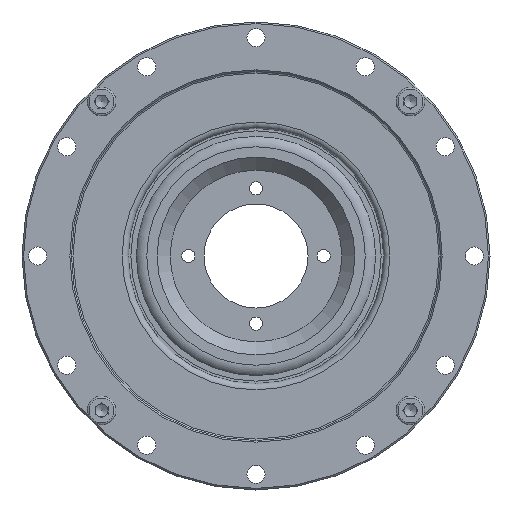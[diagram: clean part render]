
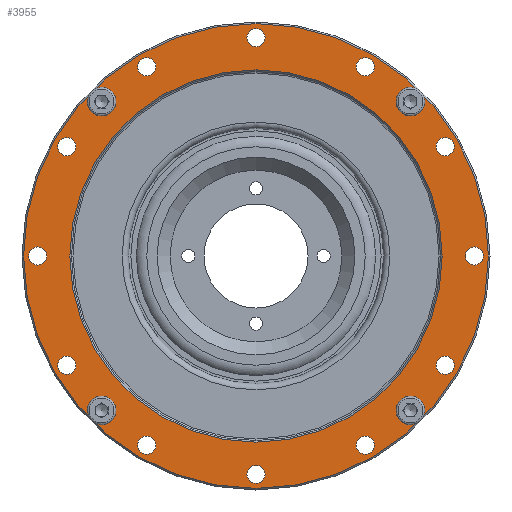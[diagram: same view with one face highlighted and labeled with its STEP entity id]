
A CAD part, left-side view. The second image highlights one B-rep face of the part: STEP entity #3955.
In plain terms, the highlighted planar face has unit normal (-1, 0, 0).
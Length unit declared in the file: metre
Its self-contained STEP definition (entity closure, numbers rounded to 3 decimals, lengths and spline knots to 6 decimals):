
#628=CIRCLE('',#4724,0.0447);
#629=CIRCLE('',#4725,0.0358);
#630=CIRCLE('',#4726,0.00175);
#631=CIRCLE('',#4727,0.00175);
#632=CIRCLE('',#4728,0.00175);
#633=CIRCLE('',#4729,0.00175);
#634=CIRCLE('',#4730,0.00175);
#635=CIRCLE('',#4731,0.00175);
#636=CIRCLE('',#4732,0.00175);
#637=CIRCLE('',#4733,0.00175);
#638=CIRCLE('',#4734,0.00175);
#639=CIRCLE('',#4735,0.00175);
#640=CIRCLE('',#4736,0.00175);
#641=CIRCLE('',#4737,0.00175);
#642=CIRCLE('',#4738,0.00175);
#643=CIRCLE('',#4739,0.00175);
#644=CIRCLE('',#4740,0.00175);
#645=CIRCLE('',#4741,0.00175);
#1367=ORIENTED_EDGE('',*,*,#1830,.T.);
#1368=ORIENTED_EDGE('',*,*,#1831,.F.);
#1369=ORIENTED_EDGE('',*,*,#1832,.T.);
#1370=ORIENTED_EDGE('',*,*,#1833,.T.);
#1371=ORIENTED_EDGE('',*,*,#1834,.T.);
#1372=ORIENTED_EDGE('',*,*,#1835,.T.);
#1373=ORIENTED_EDGE('',*,*,#1836,.T.);
#1374=ORIENTED_EDGE('',*,*,#1837,.T.);
#1375=ORIENTED_EDGE('',*,*,#1838,.T.);
#1376=ORIENTED_EDGE('',*,*,#1839,.T.);
#1377=ORIENTED_EDGE('',*,*,#1840,.T.);
#1378=ORIENTED_EDGE('',*,*,#1841,.T.);
#1379=ORIENTED_EDGE('',*,*,#1842,.T.);
#1380=ORIENTED_EDGE('',*,*,#1843,.T.);
#1381=ORIENTED_EDGE('',*,*,#1844,.T.);
#1382=ORIENTED_EDGE('',*,*,#1845,.T.);
#1383=ORIENTED_EDGE('',*,*,#1846,.T.);
#1384=ORIENTED_EDGE('',*,*,#1847,.T.);
#1830=EDGE_CURVE('',#2209,#2209,#628,.T.);
#1831=EDGE_CURVE('',#2210,#2210,#629,.T.);
#1832=EDGE_CURVE('',#2211,#2211,#630,.T.);
#1833=EDGE_CURVE('',#2212,#2212,#631,.T.);
#1834=EDGE_CURVE('',#2213,#2213,#632,.T.);
#1835=EDGE_CURVE('',#2214,#2214,#633,.T.);
#1836=EDGE_CURVE('',#2215,#2215,#634,.T.);
#1837=EDGE_CURVE('',#2216,#2216,#635,.T.);
#1838=EDGE_CURVE('',#2217,#2217,#636,.T.);
#1839=EDGE_CURVE('',#2218,#2218,#637,.T.);
#1840=EDGE_CURVE('',#2219,#2219,#638,.T.);
#1841=EDGE_CURVE('',#2220,#2220,#639,.T.);
#1842=EDGE_CURVE('',#2221,#2221,#640,.T.);
#1843=EDGE_CURVE('',#2222,#2222,#641,.T.);
#1844=EDGE_CURVE('',#2223,#2223,#642,.T.);
#1845=EDGE_CURVE('',#2224,#2224,#643,.T.);
#1846=EDGE_CURVE('',#2225,#2225,#644,.T.);
#1847=EDGE_CURVE('',#2226,#2226,#645,.T.);
#2209=VERTEX_POINT('',#8472);
#2210=VERTEX_POINT('',#8474);
#2211=VERTEX_POINT('',#8476);
#2212=VERTEX_POINT('',#8478);
#2213=VERTEX_POINT('',#8480);
#2214=VERTEX_POINT('',#8482);
#2215=VERTEX_POINT('',#8484);
#2216=VERTEX_POINT('',#8486);
#2217=VERTEX_POINT('',#8488);
#2218=VERTEX_POINT('',#8490);
#2219=VERTEX_POINT('',#8492);
#2220=VERTEX_POINT('',#8494);
#2221=VERTEX_POINT('',#8496);
#2222=VERTEX_POINT('',#8498);
#2223=VERTEX_POINT('',#8500);
#2224=VERTEX_POINT('',#8502);
#2225=VERTEX_POINT('',#8504);
#2226=VERTEX_POINT('',#8506);
#2910=EDGE_LOOP('',(#1367));
#2911=EDGE_LOOP('',(#1368));
#2912=EDGE_LOOP('',(#1369));
#2913=EDGE_LOOP('',(#1370));
#2914=EDGE_LOOP('',(#1371));
#2915=EDGE_LOOP('',(#1372));
#2916=EDGE_LOOP('',(#1373));
#2917=EDGE_LOOP('',(#1374));
#2918=EDGE_LOOP('',(#1375));
#2919=EDGE_LOOP('',(#1376));
#2920=EDGE_LOOP('',(#1377));
#2921=EDGE_LOOP('',(#1378));
#2922=EDGE_LOOP('',(#1379));
#2923=EDGE_LOOP('',(#1380));
#2924=EDGE_LOOP('',(#1381));
#2925=EDGE_LOOP('',(#1382));
#2926=EDGE_LOOP('',(#1383));
#2927=EDGE_LOOP('',(#1384));
#3537=FACE_BOUND('',#2910,.T.);
#3538=FACE_BOUND('',#2911,.T.);
#3539=FACE_BOUND('',#2912,.T.);
#3540=FACE_BOUND('',#2913,.T.);
#3541=FACE_BOUND('',#2914,.T.);
#3542=FACE_BOUND('',#2915,.T.);
#3543=FACE_BOUND('',#2916,.T.);
#3544=FACE_BOUND('',#2917,.T.);
#3545=FACE_BOUND('',#2918,.T.);
#3546=FACE_BOUND('',#2919,.T.);
#3547=FACE_BOUND('',#2920,.T.);
#3548=FACE_BOUND('',#2921,.T.);
#3549=FACE_BOUND('',#2922,.T.);
#3550=FACE_BOUND('',#2923,.T.);
#3551=FACE_BOUND('',#2924,.T.);
#3552=FACE_BOUND('',#2925,.T.);
#3553=FACE_BOUND('',#2926,.T.);
#3554=FACE_BOUND('',#2927,.T.);
#3714=PLANE('',#4723);
#3955=ADVANCED_FACE('',(#3537,#3538,#3539,#3540,#3541,#3542,#3543,#3544,
#3545,#3546,#3547,#3548,#3549,#3550,#3551,#3552,#3553,#3554),#3714,.F.);
#4723=AXIS2_PLACEMENT_3D('',#8470,#5937,#5938);
#4724=AXIS2_PLACEMENT_3D('',#8471,#5939,#5940);
#4725=AXIS2_PLACEMENT_3D('',#8473,#5941,#5942);
#4726=AXIS2_PLACEMENT_3D('',#8475,#5943,#5944);
#4727=AXIS2_PLACEMENT_3D('',#8477,#5945,#5946);
#4728=AXIS2_PLACEMENT_3D('',#8479,#5947,#5948);
#4729=AXIS2_PLACEMENT_3D('',#8481,#5949,#5950);
#4730=AXIS2_PLACEMENT_3D('',#8483,#5951,#5952);
#4731=AXIS2_PLACEMENT_3D('',#8485,#5953,#5954);
#4732=AXIS2_PLACEMENT_3D('',#8487,#5955,#5956);
#4733=AXIS2_PLACEMENT_3D('',#8489,#5957,#5958);
#4734=AXIS2_PLACEMENT_3D('',#8491,#5959,#5960);
#4735=AXIS2_PLACEMENT_3D('',#8493,#5961,#5962);
#4736=AXIS2_PLACEMENT_3D('',#8495,#5963,#5964);
#4737=AXIS2_PLACEMENT_3D('',#8497,#5965,#5966);
#4738=AXIS2_PLACEMENT_3D('',#8499,#5967,#5968);
#4739=AXIS2_PLACEMENT_3D('',#8501,#5969,#5970);
#4740=AXIS2_PLACEMENT_3D('',#8503,#5971,#5972);
#4741=AXIS2_PLACEMENT_3D('',#8505,#5973,#5974);
#5937=DIRECTION('',(1.,0.,0.));
#5938=DIRECTION('',(0.,0.,-1.));
#5939=DIRECTION('',(-1.,0.,0.));
#5940=DIRECTION('',(0.,0.,1.));
#5941=DIRECTION('',(-1.,0.,0.));
#5942=DIRECTION('',(0.,0.,1.));
#5943=DIRECTION('',(1.,0.,0.));
#5944=DIRECTION('',(0.,0.,-1.));
#5945=DIRECTION('',(1.,0.,0.));
#5946=DIRECTION('',(0.,0.,-1.));
#5947=DIRECTION('',(1.,0.,0.));
#5948=DIRECTION('',(0.,0.,-1.));
#5949=DIRECTION('',(1.,0.,0.));
#5950=DIRECTION('',(0.,0.,-1.));
#5951=DIRECTION('',(1.,0.,0.));
#5952=DIRECTION('',(0.,0.,-1.));
#5953=DIRECTION('',(1.,0.,0.));
#5954=DIRECTION('',(0.,0.,-1.));
#5955=DIRECTION('',(1.,0.,0.));
#5956=DIRECTION('',(0.,0.,-1.));
#5957=DIRECTION('',(1.,0.,0.));
#5958=DIRECTION('',(0.,0.,-1.));
#5959=DIRECTION('',(1.,0.,0.));
#5960=DIRECTION('',(0.,0.,-1.));
#5961=DIRECTION('',(1.,0.,0.));
#5962=DIRECTION('',(0.,0.,-1.));
#5963=DIRECTION('',(1.,0.,0.));
#5964=DIRECTION('',(0.,0.,-1.));
#5965=DIRECTION('',(1.,0.,0.));
#5966=DIRECTION('',(0.,0.,-1.));
#5967=DIRECTION('',(1.,0.,0.));
#5968=DIRECTION('',(0.,0.,-1.));
#5969=DIRECTION('',(1.,0.,0.));
#5970=DIRECTION('',(0.,0.,-1.));
#5971=DIRECTION('',(1.,0.,0.));
#5972=DIRECTION('',(0.,0.,-1.));
#5973=DIRECTION('',(1.,0.,0.));
#5974=DIRECTION('',(0.,0.,-1.));
#8470=CARTESIAN_POINT('',(0.,0.0447,0.));
#8471=CARTESIAN_POINT('',(0.,0.,0.));
#8472=CARTESIAN_POINT('',(0.,0.,0.0447));
#8473=CARTESIAN_POINT('',(0.,0.,0.));
#8474=CARTESIAN_POINT('',(0.,0.,0.0358));
#8475=CARTESIAN_POINT('',(0.,0.,-0.042));
#8476=CARTESIAN_POINT('',(0.,0.,-0.04375));
#8477=CARTESIAN_POINT('',(0.,-0.021,-0.036373));
#8478=CARTESIAN_POINT('',(0.,-0.021,-0.038123));
#8479=CARTESIAN_POINT('',(0.,-0.036373,-0.021));
#8480=CARTESIAN_POINT('',(0.,-0.036373,-0.02275));
#8481=CARTESIAN_POINT('',(0.,-0.042,0.));
#8482=CARTESIAN_POINT('',(0.,-0.042,-0.00175));
#8483=CARTESIAN_POINT('',(0.,-0.036373,0.021));
#8484=CARTESIAN_POINT('',(0.,-0.036373,0.01925));
#8485=CARTESIAN_POINT('',(0.,-0.021,0.036373));
#8486=CARTESIAN_POINT('',(0.,-0.021,0.034623));
#8487=CARTESIAN_POINT('',(0.,0.,0.042));
#8488=CARTESIAN_POINT('',(0.,0.,0.04025));
#8489=CARTESIAN_POINT('',(0.,0.021,0.036373));
#8490=CARTESIAN_POINT('',(0.,0.021,0.034623));
#8491=CARTESIAN_POINT('',(0.,0.036373,0.021));
#8492=CARTESIAN_POINT('',(0.,0.036373,0.01925));
#8493=CARTESIAN_POINT('',(0.,0.042,0.));
#8494=CARTESIAN_POINT('',(0.,0.042,-0.00175));
#8495=CARTESIAN_POINT('',(0.,0.036373,-0.021));
#8496=CARTESIAN_POINT('',(0.,0.036373,-0.02275));
#8497=CARTESIAN_POINT('',(0.,0.021,-0.036373));
#8498=CARTESIAN_POINT('',(0.,0.021,-0.038123));
#8499=CARTESIAN_POINT('',(0.,-0.029698,-0.029698));
#8500=CARTESIAN_POINT('',(0.,-0.029698,-0.031448));
#8501=CARTESIAN_POINT('',(0.,-0.029698,0.029698));
#8502=CARTESIAN_POINT('',(0.,-0.029698,0.027948));
#8503=CARTESIAN_POINT('',(0.,0.029698,0.029698));
#8504=CARTESIAN_POINT('',(0.,0.029698,0.027948));
#8505=CARTESIAN_POINT('',(0.,0.029698,-0.029698));
#8506=CARTESIAN_POINT('',(0.,0.029698,-0.031448));
